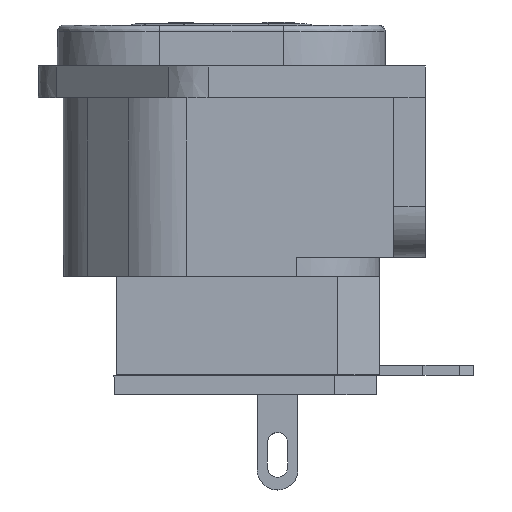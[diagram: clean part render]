
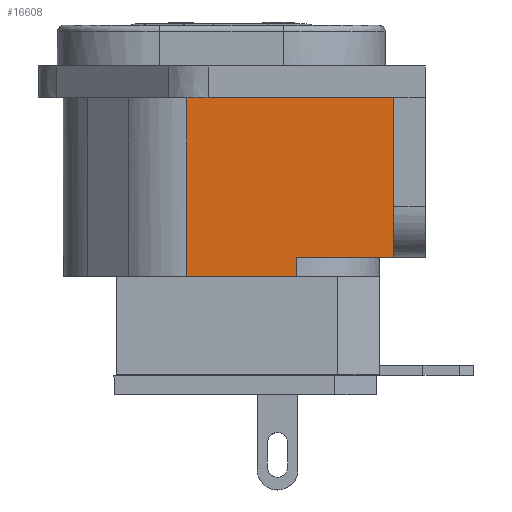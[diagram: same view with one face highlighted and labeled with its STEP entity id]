
A CAD part, left-side view. The second image highlights one B-rep face of the part: STEP entity #16608.
In plain terms, the highlighted planar face has unit normal (-1, 0, 0).
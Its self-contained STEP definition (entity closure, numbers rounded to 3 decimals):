
#214 = VERTEX_POINT ( 'NONE', #3226 ) ;
#230 = VERTEX_POINT ( 'NONE', #3218 ) ;
#246 = VERTEX_POINT ( 'NONE', #3219 ) ;
#553 = VERTEX_POINT ( 'NONE', #3104 ) ;
#934 = VERTEX_POINT ( 'NONE', #2899 ) ;
#937 = VERTEX_POINT ( 'NONE', #2890 ) ;
#2890 = CARTESIAN_POINT ( 'NONE',  ( -16.4, -13.5, 0. ) ) ;
#2899 = CARTESIAN_POINT ( 'NONE',  ( -16.4, 2.728, -14. ) ) ;
#3104 = CARTESIAN_POINT ( 'NONE',  ( -16.4, 2.728, 0. ) ) ;
#3218 = CARTESIAN_POINT ( 'NONE',  ( -16.4, -5.9, -12.5 ) ) ;
#3219 = CARTESIAN_POINT ( 'NONE',  ( -16.4, -13.5, -12.5 ) ) ;
#3226 = CARTESIAN_POINT ( 'NONE',  ( -16.4, -5.9, -14. ) ) ;
#4786 = ORIENTED_EDGE ( 'NONE', *, *, #6168, .F. ) ;
#4812 = EDGE_LOOP ( 'NONE', ( #4786, #5070, #5088, #5037, #5509, #5431 ) ) ;
#5037 = ORIENTED_EDGE ( 'NONE', *, *, #5907, .T. ) ;
#5070 = ORIENTED_EDGE ( 'NONE', *, *, #5908, .T. ) ;
#5088 = ORIENTED_EDGE ( 'NONE', *, *, #5912, .F. ) ;
#5431 = ORIENTED_EDGE ( 'NONE', *, *, #16317, .F. ) ;
#5509 = ORIENTED_EDGE ( 'NONE', *, *, #5906, .T. ) ;
#5906 = EDGE_CURVE ( 'NONE', #246, #937, #10552, .T. ) ;
#5907 = EDGE_CURVE ( 'NONE', #230, #246, #10554, .T. ) ;
#5908 = EDGE_CURVE ( 'NONE', #934, #214, #10550, .T. ) ;
#5912 = EDGE_CURVE ( 'NONE', #230, #214, #10543, .T. ) ;
#6168 = EDGE_CURVE ( 'NONE', #934, #553, #9320, .T. ) ;
#8671 = VECTOR ( 'NONE', #9928, 1000. ) ;
#8674 = LINE ( 'NONE', #9927, #8671 ) ;
#9311 = VECTOR ( 'NONE', #15449, 1000. ) ;
#9320 = LINE ( 'NONE', #15440, #9311 ) ;
#9927 = CARTESIAN_POINT ( 'NONE',  ( -16.4, -13.5, 0. ) ) ;
#9928 = DIRECTION ( 'NONE',  ( 0., -1., 0. ) ) ;
#10542 = VECTOR ( 'NONE', #14999, 1000. ) ;
#10543 = LINE ( 'NONE', #14998, #10542 ) ;
#10547 = VECTOR ( 'NONE', #14981, 1000. ) ;
#10549 = VECTOR ( 'NONE', #14979, 1000. ) ;
#10550 = LINE ( 'NONE', #14980, #10547 ) ;
#10551 = VECTOR ( 'NONE', #14978, 1000. ) ;
#10552 = LINE ( 'NONE', #14976, #10551 ) ;
#10554 = LINE ( 'NONE', #14967, #10549 ) ;
#14967 = CARTESIAN_POINT ( 'NONE',  ( -16.4, 2.728, -12.5 ) ) ;
#14976 = CARTESIAN_POINT ( 'NONE',  ( -16.4, -13.5, -12.5 ) ) ;
#14978 = DIRECTION ( 'NONE',  ( 0., 0., 1. ) ) ;
#14979 = DIRECTION ( 'NONE',  ( 0., -1., 0. ) ) ;
#14980 = CARTESIAN_POINT ( 'NONE',  ( -16.4, 5.9, -14. ) ) ;
#14981 = DIRECTION ( 'NONE',  ( 0., -1., 0. ) ) ;
#14998 = CARTESIAN_POINT ( 'NONE',  ( -16.4, -5.9, -12.5 ) ) ;
#14999 = DIRECTION ( 'NONE',  ( 0., 0., -1. ) ) ;
#15440 = CARTESIAN_POINT ( 'NONE',  ( -16.4, 2.728, -12.5 ) ) ;
#15449 = DIRECTION ( 'NONE',  ( 0., 0., 1. ) ) ;
#16317 = EDGE_CURVE ( 'NONE', #553, #937, #8674, .T. ) ;
#16608 = ADVANCED_FACE ( 'NONE', ( #17691 ), #18702, .F. ) ;
#17691 = FACE_OUTER_BOUND ( 'NONE', #4812, .T. ) ;
#18039 = AXIS2_PLACEMENT_3D ( 'NONE', #18704, #18708, #18709 ) ;
#18702 = PLANE ( 'NONE',  #18039 ) ;
#18704 = CARTESIAN_POINT ( 'NONE',  ( -16.4, -13.5, -12.5 ) ) ;
#18708 = DIRECTION ( 'NONE',  ( 1., 0., 0. ) ) ;
#18709 = DIRECTION ( 'NONE',  ( 0., 1., 0. ) ) ;
